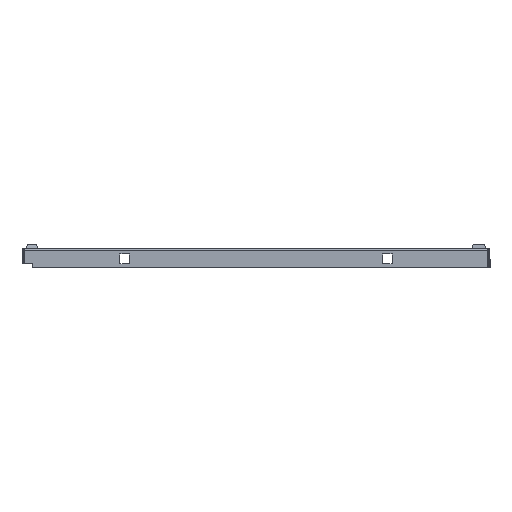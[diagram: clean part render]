
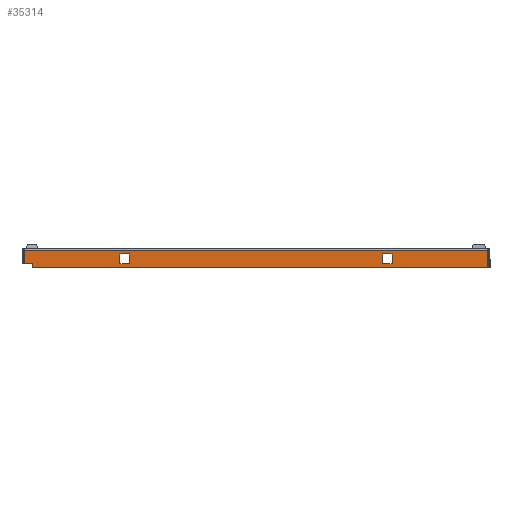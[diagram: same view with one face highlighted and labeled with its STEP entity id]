
A CAD part, front view. The second image highlights one B-rep face of the part: STEP entity #35314.
In plain terms, the highlighted planar face has unit normal (0, -1, 0).
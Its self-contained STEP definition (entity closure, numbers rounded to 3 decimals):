
#1364 = FACE_OUTER_BOUND ( 'NONE', #41421, .T. ) ;
#1466 = FACE_BOUND ( 'NONE', #41415, .T. ) ;
#1477 = FACE_BOUND ( 'NONE', #41425, .T. ) ;
#2014 = LINE ( 'NONE', #73402, #2016 ) ;
#2016 = VECTOR ( 'NONE', #73404, 1000. ) ;
#2017 = LINE ( 'NONE', #73406, #2020 ) ;
#2020 = VECTOR ( 'NONE', #73407, 1000. ) ;
#2021 = LINE ( 'NONE', #73410, #2024 ) ;
#2024 = VECTOR ( 'NONE', #73411, 1000. ) ;
#2025 = LINE ( 'NONE', #73414, #2028 ) ;
#2028 = VECTOR ( 'NONE', #73415, 1000. ) ;
#2029 = LINE ( 'NONE', #73418, #2032 ) ;
#2031 = LINE ( 'NONE', #73431, #2036 ) ;
#2032 = VECTOR ( 'NONE', #73420, 1000. ) ;
#2033 = LINE ( 'NONE', #73428, #2034 ) ;
#2034 = VECTOR ( 'NONE', #73429, 1000. ) ;
#2035 = LINE ( 'NONE', #73450, #2040 ) ;
#2036 = VECTOR ( 'NONE', #73435, 1000. ) ;
#2037 = LINE ( 'NONE', #73447, #2038 ) ;
#2038 = VECTOR ( 'NONE', #73448, 1000. ) ;
#2039 = LINE ( 'NONE', #73459, #2043 ) ;
#2040 = VECTOR ( 'NONE', #73457, 1000. ) ;
#2042 = LINE ( 'NONE', #73466, #2049 ) ;
#2043 = VECTOR ( 'NONE', #73464, 1000. ) ;
#2044 = LINE ( 'NONE', #73478, #2045 ) ;
#2045 = VECTOR ( 'NONE', #73480, 1000. ) ;
#2049 = VECTOR ( 'NONE', #73483, 1000. ) ;
#2050 = LINE ( 'NONE', #73491, #2051 ) ;
#2051 = VECTOR ( 'NONE', #73492, 1000. ) ;
#2052 = LINE ( 'NONE', #72400, #2055 ) ;
#2055 = VECTOR ( 'NONE', #76094, 1000. ) ;
#20639 = DIRECTION ( 'NONE',  ( 0., 1., 0. ) ) ;
#20641 = CARTESIAN_POINT ( 'NONE',  ( 230.25, -199., -18. ) ) ;
#20643 = PLANE ( 'NONE',  #22577 ) ;
#20644 = DIRECTION ( 'NONE',  ( 0., 0., 1. ) ) ;
#22577 = AXIS2_PLACEMENT_3D ( 'NONE', #20641, #20639, #20644 ) ;
#35314 = ADVANCED_FACE ( 'NONE', ( #1364, #1477, #1466 ), #20643, .F. ) ;
#40041 = EDGE_CURVE ( 'NONE', #41710, #41722, #2014, .T. ) ;
#40046 = EDGE_CURVE ( 'NONE', #41722, #41696, #2017, .T. ) ;
#40050 = EDGE_CURVE ( 'NONE', #41696, #41711, #2021, .T. ) ;
#40055 = EDGE_CURVE ( 'NONE', #41640, #41711, #2025, .T. ) ;
#40060 = EDGE_CURVE ( 'NONE', #41695, #41640, #2029, .T. ) ;
#40063 = EDGE_CURVE ( 'NONE', #41695, #41710, #2033, .T. ) ;
#40065 = EDGE_CURVE ( 'NONE', #41637, #41697, #2031, .T. ) ;
#40067 = EDGE_CURVE ( 'NONE', #41697, #41699, #2037, .T. ) ;
#40069 = EDGE_CURVE ( 'NONE', #41699, #41662, #2035, .T. ) ;
#40071 = EDGE_CURVE ( 'NONE', #41662, #41637, #2039, .T. ) ;
#40073 = EDGE_CURVE ( 'NONE', #41723, #41650, #2044, .T. ) ;
#40075 = EDGE_CURVE ( 'NONE', #41650, #41674, #2042, .T. ) ;
#40077 = EDGE_CURVE ( 'NONE', #41674, #41665, #2050, .T. ) ;
#40079 = EDGE_CURVE ( 'NONE', #41665, #41723, #2052, .T. ) ;
#41415 = EDGE_LOOP ( 'NONE', ( #47646, #47645, #47644, #47643 ) ) ;
#41421 = EDGE_LOOP ( 'NONE', ( #47656, #47655, #47654, #47653, #47652, #47651 ) ) ;
#41425 = EDGE_LOOP ( 'NONE', ( #47650, #47649, #47648, #47647 ) ) ;
#41637 = VERTEX_POINT ( 'NONE', #76977 ) ;
#41640 = VERTEX_POINT ( 'NONE', #76978 ) ;
#41650 = VERTEX_POINT ( 'NONE', #76981 ) ;
#41662 = VERTEX_POINT ( 'NONE', #76985 ) ;
#41665 = VERTEX_POINT ( 'NONE', #76986 ) ;
#41674 = VERTEX_POINT ( 'NONE', #76989 ) ;
#41695 = VERTEX_POINT ( 'NONE', #77001 ) ;
#41696 = VERTEX_POINT ( 'NONE', #77002 ) ;
#41697 = VERTEX_POINT ( 'NONE', #77003 ) ;
#41699 = VERTEX_POINT ( 'NONE', #77005 ) ;
#41710 = VERTEX_POINT ( 'NONE', #77012 ) ;
#41711 = VERTEX_POINT ( 'NONE', #77013 ) ;
#41722 = VERTEX_POINT ( 'NONE', #77024 ) ;
#41723 = VERTEX_POINT ( 'NONE', #77025 ) ;
#47643 = ORIENTED_EDGE ( 'NONE', *, *, #40079, .T. ) ;
#47644 = ORIENTED_EDGE ( 'NONE', *, *, #40077, .T. ) ;
#47645 = ORIENTED_EDGE ( 'NONE', *, *, #40075, .T. ) ;
#47646 = ORIENTED_EDGE ( 'NONE', *, *, #40073, .T. ) ;
#47647 = ORIENTED_EDGE ( 'NONE', *, *, #40071, .T. ) ;
#47648 = ORIENTED_EDGE ( 'NONE', *, *, #40069, .T. ) ;
#47649 = ORIENTED_EDGE ( 'NONE', *, *, #40067, .T. ) ;
#47650 = ORIENTED_EDGE ( 'NONE', *, *, #40065, .T. ) ;
#47651 = ORIENTED_EDGE ( 'NONE', *, *, #40063, .T. ) ;
#47652 = ORIENTED_EDGE ( 'NONE', *, *, #40060, .F. ) ;
#47653 = ORIENTED_EDGE ( 'NONE', *, *, #40055, .F. ) ;
#47654 = ORIENTED_EDGE ( 'NONE', *, *, #40050, .T. ) ;
#47655 = ORIENTED_EDGE ( 'NONE', *, *, #40046, .T. ) ;
#47656 = ORIENTED_EDGE ( 'NONE', *, *, #40041, .T. ) ;
#72400 = CARTESIAN_POINT ( 'NONE',  ( 125.75, -199., -4.25 ) ) ;
#73402 = CARTESIAN_POINT ( 'NONE',  ( -222.5, -199., -18. ) ) ;
#73404 = DIRECTION ( 'NONE',  ( 0., 0., -1. ) ) ;
#73406 = CARTESIAN_POINT ( 'NONE',  ( 230.25, -199., -18. ) ) ;
#73407 = DIRECTION ( 'NONE',  ( 1., 0., 0. ) ) ;
#73410 = CARTESIAN_POINT ( 'NONE',  ( 230.5, -199., -0.75 ) ) ;
#73411 = DIRECTION ( 'NONE',  ( 0., 0., 1. ) ) ;
#73414 = CARTESIAN_POINT ( 'NONE',  ( -461.005, -199., -0.75 ) ) ;
#73415 = DIRECTION ( 'NONE',  ( 1., 0., 0. ) ) ;
#73418 = CARTESIAN_POINT ( 'NONE',  ( -230.5, -199., -0.75 ) ) ;
#73420 = DIRECTION ( 'NONE',  ( 0., 0., 1. ) ) ;
#73428 = CARTESIAN_POINT ( 'NONE',  ( -230.5, -199., -14. ) ) ;
#73429 = DIRECTION ( 'NONE',  ( 1., 0., 0. ) ) ;
#73431 = CARTESIAN_POINT ( 'NONE',  ( -135.25, -199., -4.25 ) ) ;
#73435 = DIRECTION ( 'NONE',  ( 0., 0., 1. ) ) ;
#73447 = CARTESIAN_POINT ( 'NONE',  ( -135.25, -199., -4.25 ) ) ;
#73448 = DIRECTION ( 'NONE',  ( 1., 0., 0. ) ) ;
#73450 = CARTESIAN_POINT ( 'NONE',  ( -125.75, -199., -4.25 ) ) ;
#73457 = DIRECTION ( 'NONE',  ( 0., 0., -1. ) ) ;
#73459 = CARTESIAN_POINT ( 'NONE',  ( -135.25, -199., -13.75 ) ) ;
#73464 = DIRECTION ( 'NONE',  ( -1., 0., 0. ) ) ;
#73466 = CARTESIAN_POINT ( 'NONE',  ( 135.25, -199., -4.25 ) ) ;
#73478 = CARTESIAN_POINT ( 'NONE',  ( 135.25, -199., -4.25 ) ) ;
#73480 = DIRECTION ( 'NONE',  ( 1., 0., 0. ) ) ;
#73483 = DIRECTION ( 'NONE',  ( 0., 0., -1. ) ) ;
#73491 = CARTESIAN_POINT ( 'NONE',  ( 135.25, -199., -13.75 ) ) ;
#73492 = DIRECTION ( 'NONE',  ( -1., 0., 0. ) ) ;
#76094 = DIRECTION ( 'NONE',  ( 0., 0., 1. ) ) ;
#76977 = CARTESIAN_POINT ( 'NONE',  ( -135.25, -199., -13.75 ) ) ;
#76978 = CARTESIAN_POINT ( 'NONE',  ( -230.5, -199., -0.75 ) ) ;
#76981 = CARTESIAN_POINT ( 'NONE',  ( 135.25, -199., -4.25 ) ) ;
#76985 = CARTESIAN_POINT ( 'NONE',  ( -125.75, -199., -13.75 ) ) ;
#76986 = CARTESIAN_POINT ( 'NONE',  ( 125.75, -199., -13.75 ) ) ;
#76989 = CARTESIAN_POINT ( 'NONE',  ( 135.25, -199., -13.75 ) ) ;
#77001 = CARTESIAN_POINT ( 'NONE',  ( -230.5, -199., -14. ) ) ;
#77002 = CARTESIAN_POINT ( 'NONE',  ( 230.5, -199., -18. ) ) ;
#77003 = CARTESIAN_POINT ( 'NONE',  ( -135.25, -199., -4.25 ) ) ;
#77005 = CARTESIAN_POINT ( 'NONE',  ( -125.75, -199., -4.25 ) ) ;
#77012 = CARTESIAN_POINT ( 'NONE',  ( -222.5, -199., -14. ) ) ;
#77013 = CARTESIAN_POINT ( 'NONE',  ( 230.5, -199., -0.75 ) ) ;
#77024 = CARTESIAN_POINT ( 'NONE',  ( -222.5, -199., -18. ) ) ;
#77025 = CARTESIAN_POINT ( 'NONE',  ( 125.75, -199., -4.25 ) ) ;
